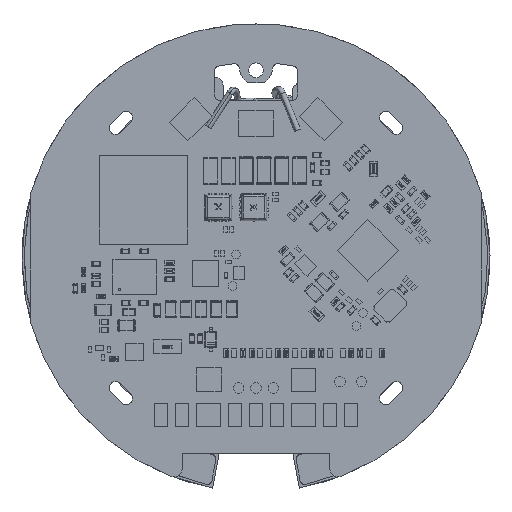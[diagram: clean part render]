
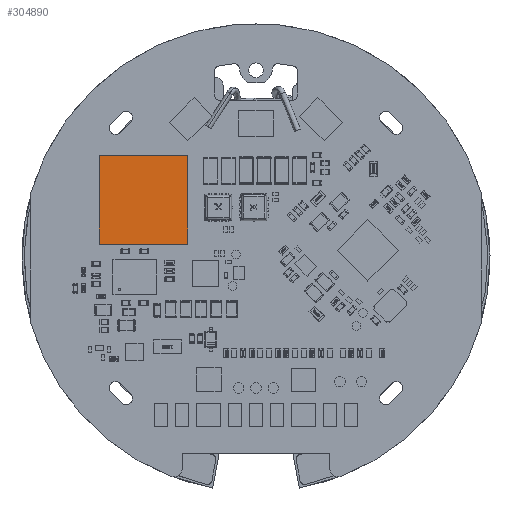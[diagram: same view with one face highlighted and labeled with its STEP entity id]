
A CAD part, top view. The second image highlights one B-rep face of the part: STEP entity #304890.
In plain terms, the highlighted planar face has unit normal (0, 0, 1).
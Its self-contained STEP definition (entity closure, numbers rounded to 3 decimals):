
#304740=DIRECTION('',(0.,1.,0.));
#304741=VECTOR('',#304740,10.2);
#304742=CARTESIAN_POINT('',(-18.1,1.6,
4.1));
#304743=LINE('',#304742,#304741);
#304744=DIRECTION('',(1.,0.,0.));
#304745=VECTOR('',#304744,10.2);
#304746=CARTESIAN_POINT('',(-18.1,11.8,
4.1));
#304747=LINE('',#304746,#304745);
#304748=DIRECTION('',(0.,-1.,0.));
#304749=VECTOR('',#304748,10.2);
#304750=CARTESIAN_POINT('',(-7.9,11.8,
4.1));
#304751=LINE('',#304750,#304749);
#304752=DIRECTION('',(-1.,0.,0.));
#304753=VECTOR('',#304752,10.2);
#304754=CARTESIAN_POINT('',(-7.9,1.6,
4.1));
#304755=LINE('',#304754,#304753);
#304756=CARTESIAN_POINT('',(-18.1,1.6,
4.1));
#304758=VERTEX_POINT('',#304756);
#304760=CARTESIAN_POINT('',(-18.1,11.8,
4.1));
#304761=VERTEX_POINT('',#304760);
#304764=CARTESIAN_POINT('',(-7.9,11.8,
4.1));
#304765=VERTEX_POINT('',#304764);
#304768=CARTESIAN_POINT('',(-7.9,1.6,
4.1));
#304769=VERTEX_POINT('',#304768);
#304879=CARTESIAN_POINT('',(-18.1,1.6,
4.1));
#304880=DIRECTION('',(0.,0.,1.));
#304881=DIRECTION('',(1.,0.,0.));
#304882=AXIS2_PLACEMENT_3D('',#304879,#304880,#304881);
#304883=PLANE('',#304882);
#304884=ORIENTED_EDGE('',*,*,#304867,.T.);
#304885=ORIENTED_EDGE('',*,*,#304847,.T.);
#304886=ORIENTED_EDGE('',*,*,#304826,.T.);
#304887=ORIENTED_EDGE('',*,*,#304781,.T.);
#304888=EDGE_LOOP('',(#304884,#304885,#304886,#304887));
#304889=FACE_OUTER_BOUND('',#304888,.F.);
#304781=EDGE_CURVE('',#304769,#304758,#304755,.T.);
#304826=EDGE_CURVE('',#304765,#304769,#304751,.T.);
#304847=EDGE_CURVE('',#304761,#304765,#304747,.T.);
#304867=EDGE_CURVE('',#304758,#304761,#304743,.T.);
#304890=ADVANCED_FACE('',(#304889),#304883,.T.);
